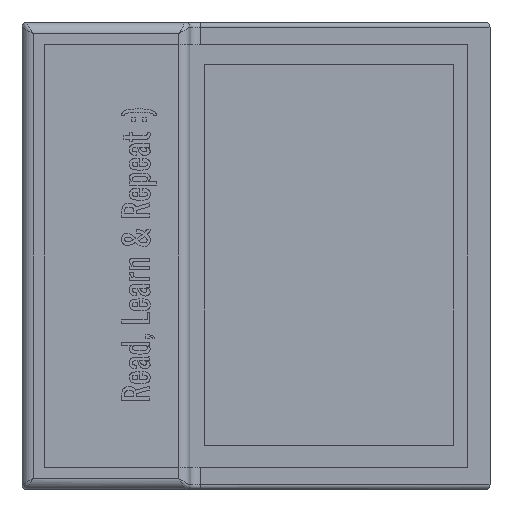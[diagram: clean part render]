
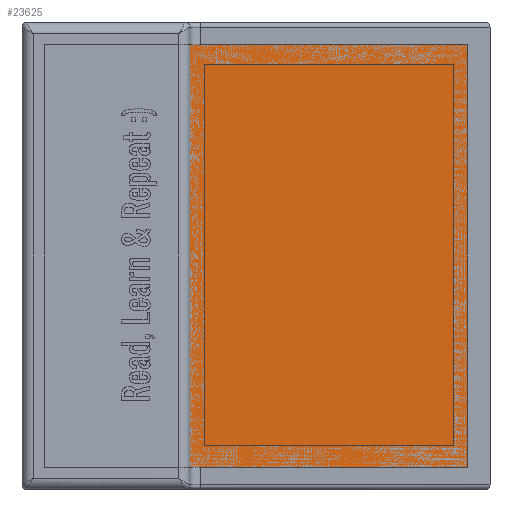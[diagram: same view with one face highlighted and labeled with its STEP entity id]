
A CAD part, left-side view. The second image highlights one B-rep face of the part: STEP entity #23625.
In plain terms, the highlighted planar face has unit normal (-1, 0, 0).
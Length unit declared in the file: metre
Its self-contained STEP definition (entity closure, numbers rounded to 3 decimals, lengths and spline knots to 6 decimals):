
#2949=ORIENTED_EDGE('',*,*,#10060,.T.);
#2950=ORIENTED_EDGE('',*,*,#10070,.F.);
#2951=ORIENTED_EDGE('',*,*,#10067,.F.);
#2952=ORIENTED_EDGE('',*,*,#10064,.F.);
#10060=EDGE_CURVE('',#13653,#13654,#16068,.T.);
#10064=EDGE_CURVE('',#13653,#13657,#16072,.T.);
#10067=EDGE_CURVE('',#13657,#13659,#16075,.T.);
#10070=EDGE_CURVE('',#13659,#13654,#16078,.T.);
#13653=VERTEX_POINT('',#33114);
#13654=VERTEX_POINT('',#33115);
#13657=VERTEX_POINT('',#33123);
#13659=VERTEX_POINT('',#33129);
#16068=LINE('',#33113,#18144);
#16072=LINE('',#33122,#18148);
#16075=LINE('',#33128,#18151);
#16078=LINE('',#33134,#18154);
#18144=VECTOR('',#27324,1.);
#18148=VECTOR('',#27330,1.);
#18151=VECTOR('',#27335,1.);
#18154=VECTOR('',#27340,1.);
#20227=EDGE_LOOP('',(#2949,#2950,#2951,#2952));
#21673=FACE_BOUND('',#20227,.T.);
#23029=PLANE('',#25130);
#23625=ADVANCED_FACE('',(#21673),#23029,.F.);
#25130=AXIS2_PLACEMENT_3D('',#33137,#27344,#27345);
#27324=DIRECTION('',(0.,-1.,0.));
#27330=DIRECTION('',(0.,0.,1.));
#27335=DIRECTION('',(0.,-1.,0.));
#27340=DIRECTION('',(0.,0.,-1.));
#27344=DIRECTION('',(1.,0.,0.));
#27345=DIRECTION('',(0.,1.,0.));
#33113=CARTESIAN_POINT('',(0.,0.,-0.09549));
#33114=CARTESIAN_POINT('',(0.,0.0625,-0.09549));
#33115=CARTESIAN_POINT('',(0.,-0.0625,-0.09549));
#33122=CARTESIAN_POINT('',(0.,0.0625,-0.00049));
#33123=CARTESIAN_POINT('',(0.,0.0625,0.09451));
#33128=CARTESIAN_POINT('',(0.,0.,0.09451));
#33129=CARTESIAN_POINT('',(0.,-0.0625,0.09451));
#33134=CARTESIAN_POINT('',(0.,-0.0625,-0.00049));
#33137=CARTESIAN_POINT('',(0.,0.,-0.00049));
